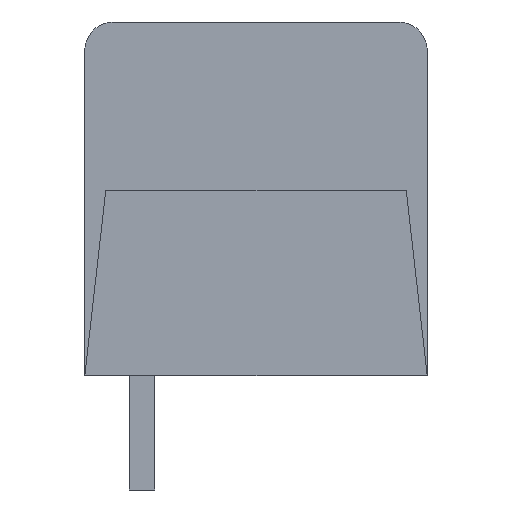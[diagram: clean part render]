
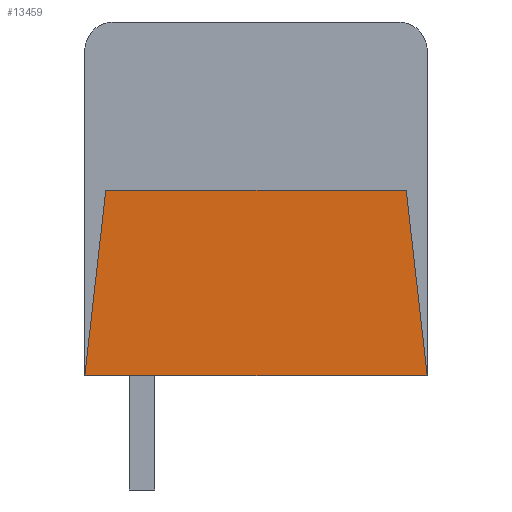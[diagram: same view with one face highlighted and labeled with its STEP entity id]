
A CAD part, left-side view. The second image highlights one B-rep face of the part: STEP entity #13459.
In plain terms, the highlighted planar face has unit normal (-1, 0, 0).
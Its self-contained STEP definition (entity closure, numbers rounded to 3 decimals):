
#13343 = EDGE_CURVE('',#13344,#13346,#13348,.T.);
#13344 = VERTEX_POINT('',#13345);
#13345 = CARTESIAN_POINT('',(-26.67,-10.,0.));
#13346 = VERTEX_POINT('',#13347);
#13347 = CARTESIAN_POINT('',(-26.67,2.,0.));
#13348 = SURFACE_CURVE('',#13349,(#13353,#13365),.PCURVE_S1.);
#13349 = LINE('',#13350,#13351);
#13350 = CARTESIAN_POINT('',(-26.67,-10.,0.));
#13351 = VECTOR('',#13352,1.);
#13352 = DIRECTION('',(0.,1.,0.));
#13353 = PCURVE('',#13354,#13359);
#13354 = PLANE('',#13355);
#13355 = AXIS2_PLACEMENT_3D('',#13356,#13357,#13358);
#13356 = CARTESIAN_POINT('',(-26.67,-10.,0.));
#13357 = DIRECTION('',(0.,0.,1.));
#13358 = DIRECTION('',(0.,1.,0.));
#13359 = DEFINITIONAL_REPRESENTATION('',(#13360),#13364);
#13360 = LINE('',#13361,#13362);
#13361 = CARTESIAN_POINT('',(0.,0.));
#13362 = VECTOR('',#13363,1.);
#13363 = DIRECTION('',(1.,0.));
#13364 = ( GEOMETRIC_REPRESENTATION_CONTEXT(2) 
PARAMETRIC_REPRESENTATION_CONTEXT() REPRESENTATION_CONTEXT('2D SPACE',''
  ) );
#13365 = PCURVE('',#13366,#13371);
#13366 = PLANE('',#13367);
#13367 = AXIS2_PLACEMENT_3D('',#13368,#13369,#13370);
#13368 = CARTESIAN_POINT('',(-26.67,-4.,3.116));
#13369 = DIRECTION('',(1.,0.,0.));
#13370 = DIRECTION('',(0.,0.,1.));
#13371 = DEFINITIONAL_REPRESENTATION('',(#13372),#13376);
#13372 = LINE('',#13373,#13374);
#13373 = CARTESIAN_POINT('',(-3.116,6.));
#13374 = VECTOR('',#13375,1.);
#13375 = DIRECTION('',(0.,-1.));
#13376 = ( GEOMETRIC_REPRESENTATION_CONTEXT(2) 
PARAMETRIC_REPRESENTATION_CONTEXT() REPRESENTATION_CONTEXT('2D SPACE',''
  ) );
#13459 = ADVANCED_FACE('',(#13460),#13366,.F.);
#13460 = FACE_BOUND('',#13461,.F.);
#13461 = EDGE_LOOP('',(#13462,#13463,#13491,#13514));
#13462 = ORIENTED_EDGE('',*,*,#13343,.T.);
#13463 = ORIENTED_EDGE('',*,*,#13464,.T.);
#13464 = EDGE_CURVE('',#13346,#13465,#13467,.T.);
#13465 = VERTEX_POINT('',#13466);
#13466 = CARTESIAN_POINT('',(-26.67,1.264,6.5));
#13467 = SURFACE_CURVE('',#13468,(#13472,#13479),.PCURVE_S1.);
#13468 = LINE('',#13469,#13470);
#13469 = CARTESIAN_POINT('',(-26.67,2.,0.));
#13470 = VECTOR('',#13471,1.);
#13471 = DIRECTION('',(0.,-0.112,
    0.994));
#13472 = PCURVE('',#13366,#13473);
#13473 = DEFINITIONAL_REPRESENTATION('',(#13474),#13478);
#13474 = LINE('',#13475,#13476);
#13475 = CARTESIAN_POINT('',(-3.116,-6.));
#13476 = VECTOR('',#13477,1.);
#13477 = DIRECTION('',(0.994,0.112));
#13478 = ( GEOMETRIC_REPRESENTATION_CONTEXT(2) 
PARAMETRIC_REPRESENTATION_CONTEXT() REPRESENTATION_CONTEXT('2D SPACE',''
  ) );
#13479 = PCURVE('',#13480,#13485);
#13480 = PLANE('',#13481);
#13481 = AXIS2_PLACEMENT_3D('',#13482,#13483,#13484);
#13482 = CARTESIAN_POINT('',(-26.67,-4.,6.081));
#13483 = DIRECTION('',(-1.,0.,0.));
#13484 = DIRECTION('',(0.,-1.,0.));
#13485 = DEFINITIONAL_REPRESENTATION('',(#13486),#13490);
#13486 = LINE('',#13487,#13488);
#13487 = CARTESIAN_POINT('',(-6.,-6.081));
#13488 = VECTOR('',#13489,1.);
#13489 = DIRECTION('',(0.112,0.994));
#13490 = ( GEOMETRIC_REPRESENTATION_CONTEXT(2) 
PARAMETRIC_REPRESENTATION_CONTEXT() REPRESENTATION_CONTEXT('2D SPACE',''
  ) );
#13491 = ORIENTED_EDGE('',*,*,#13492,.T.);
#13492 = EDGE_CURVE('',#13465,#13493,#13495,.T.);
#13493 = VERTEX_POINT('',#13494);
#13494 = CARTESIAN_POINT('',(-26.67,-9.264,6.5));
#13495 = SURFACE_CURVE('',#13496,(#13500,#13507),.PCURVE_S1.);
#13496 = LINE('',#13497,#13498);
#13497 = CARTESIAN_POINT('',(-26.67,1.264,6.5));
#13498 = VECTOR('',#13499,1.);
#13499 = DIRECTION('',(0.,-1.,0.));
#13500 = PCURVE('',#13366,#13501);
#13501 = DEFINITIONAL_REPRESENTATION('',(#13502),#13506);
#13502 = LINE('',#13503,#13504);
#13503 = CARTESIAN_POINT('',(3.384,-5.264));
#13504 = VECTOR('',#13505,1.);
#13505 = DIRECTION('',(0.,1.));
#13506 = ( GEOMETRIC_REPRESENTATION_CONTEXT(2) 
PARAMETRIC_REPRESENTATION_CONTEXT() REPRESENTATION_CONTEXT('2D SPACE',''
  ) );
#13507 = PCURVE('',#13480,#13508);
#13508 = DEFINITIONAL_REPRESENTATION('',(#13509),#13513);
#13509 = LINE('',#13510,#13511);
#13510 = CARTESIAN_POINT('',(-5.264,0.419));
#13511 = VECTOR('',#13512,1.);
#13512 = DIRECTION('',(1.,0.));
#13513 = ( GEOMETRIC_REPRESENTATION_CONTEXT(2) 
PARAMETRIC_REPRESENTATION_CONTEXT() REPRESENTATION_CONTEXT('2D SPACE',''
  ) );
#13514 = ORIENTED_EDGE('',*,*,#13515,.T.);
#13515 = EDGE_CURVE('',#13493,#13344,#13516,.T.);
#13516 = SURFACE_CURVE('',#13517,(#13521,#13528),.PCURVE_S1.);
#13517 = LINE('',#13518,#13519);
#13518 = CARTESIAN_POINT('',(-26.67,-9.264,6.5));
#13519 = VECTOR('',#13520,1.);
#13520 = DIRECTION('',(0.,-0.112,
    -0.994));
#13521 = PCURVE('',#13366,#13522);
#13522 = DEFINITIONAL_REPRESENTATION('',(#13523),#13527);
#13523 = LINE('',#13524,#13525);
#13524 = CARTESIAN_POINT('',(3.384,5.264));
#13525 = VECTOR('',#13526,1.);
#13526 = DIRECTION('',(-0.994,0.112));
#13527 = ( GEOMETRIC_REPRESENTATION_CONTEXT(2) 
PARAMETRIC_REPRESENTATION_CONTEXT() REPRESENTATION_CONTEXT('2D SPACE',''
  ) );
#13528 = PCURVE('',#13480,#13529);
#13529 = DEFINITIONAL_REPRESENTATION('',(#13530),#13534);
#13530 = LINE('',#13531,#13532);
#13531 = CARTESIAN_POINT('',(5.264,0.419));
#13532 = VECTOR('',#13533,1.);
#13533 = DIRECTION('',(0.112,-0.994));
#13534 = ( GEOMETRIC_REPRESENTATION_CONTEXT(2) 
PARAMETRIC_REPRESENTATION_CONTEXT() REPRESENTATION_CONTEXT('2D SPACE',''
  ) );
